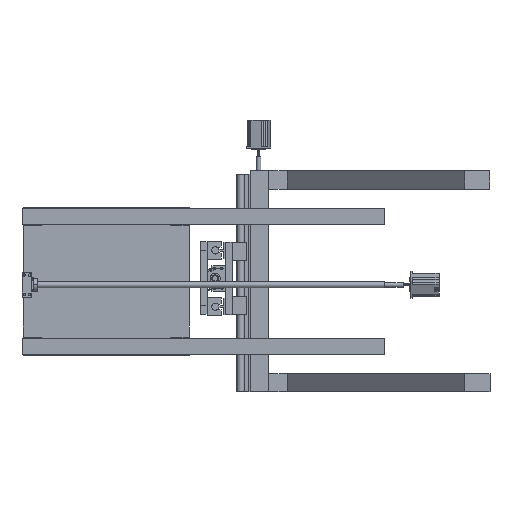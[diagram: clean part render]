
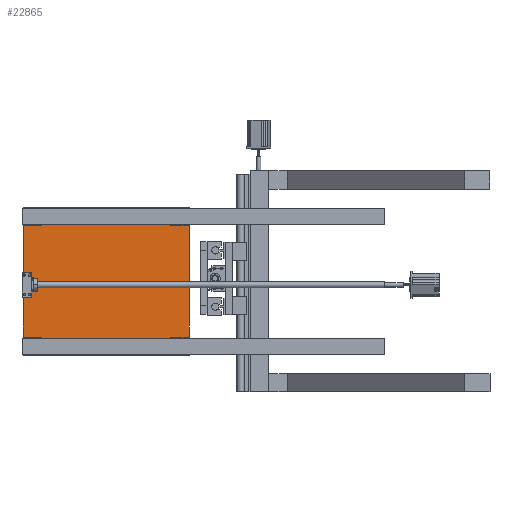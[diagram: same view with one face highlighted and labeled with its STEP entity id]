
A CAD part, front view. The second image highlights one B-rep face of the part: STEP entity #22865.
In plain terms, the highlighted planar face has unit normal (0, -1, 0).
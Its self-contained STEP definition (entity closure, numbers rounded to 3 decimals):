
#22551 = VERTEX_POINT('',#22552);
#22552 = CARTESIAN_POINT('',(-676.877,50.,
    508.));
#22559 = PLANE('',#22560);
#22560 = AXIS2_PLACEMENT_3D('',#22561,#22562,#22563);
#22561 = CARTESIAN_POINT('',(-676.877,56.35,
    508.));
#22562 = DIRECTION('',(1.,0.,0.));
#22563 = DIRECTION('',(0.,0.,-1.));
#22571 = PLANE('',#22572);
#22572 = AXIS2_PLACEMENT_3D('',#22573,#22574,#22575);
#22573 = CARTESIAN_POINT('',(-219.677,56.35,
    508.));
#22574 = DIRECTION('',(0.,0.,-1.));
#22575 = DIRECTION('',(-1.,0.,0.));
#22583 = EDGE_CURVE('',#22551,#22584,#22586,.T.);
#22584 = VERTEX_POINT('',#22585);
#22585 = CARTESIAN_POINT('',(-676.877,50.,
    101.6));
#22586 = SURFACE_CURVE('',#22587,(#22591,#22598),.PCURVE_S1.);
#22587 = LINE('',#22588,#22589);
#22588 = CARTESIAN_POINT('',(-676.877,50.,
    508.));
#22589 = VECTOR('',#22590,1.);
#22590 = DIRECTION('',(0.,0.,-1.));
#22591 = PCURVE('',#22559,#22592);
#22592 = DEFINITIONAL_REPRESENTATION('',(#22593),#22597);
#22593 = LINE('',#22594,#22595);
#22594 = CARTESIAN_POINT('',(0.,-6.35));
#22595 = VECTOR('',#22596,1.);
#22596 = DIRECTION('',(1.,0.));
#22597 = ( GEOMETRIC_REPRESENTATION_CONTEXT(2) 
PARAMETRIC_REPRESENTATION_CONTEXT() REPRESENTATION_CONTEXT('2D SPACE',''
  ) );
#22598 = PCURVE('',#22599,#22604);
#22599 = PLANE('',#22600);
#22600 = AXIS2_PLACEMENT_3D('',#22601,#22602,#22603);
#22601 = CARTESIAN_POINT('',(-448.277,50.,
    304.8));
#22602 = DIRECTION('',(0.,-1.,0.));
#22603 = DIRECTION('',(0.,0.,-1.));
#22604 = DEFINITIONAL_REPRESENTATION('',(#22605),#22609);
#22605 = LINE('',#22606,#22607);
#22606 = CARTESIAN_POINT('',(-203.2,-228.6));
#22607 = VECTOR('',#22608,1.);
#22608 = DIRECTION('',(1.,0.));
#22609 = ( GEOMETRIC_REPRESENTATION_CONTEXT(2) 
PARAMETRIC_REPRESENTATION_CONTEXT() REPRESENTATION_CONTEXT('2D SPACE',''
  ) );
#22627 = PLANE('',#22628);
#22628 = AXIS2_PLACEMENT_3D('',#22629,#22630,#22631);
#22629 = CARTESIAN_POINT('',(-676.877,56.35,
    101.6));
#22630 = DIRECTION('',(0.,0.,1.));
#22631 = DIRECTION('',(1.,0.,0.));
#22669 = EDGE_CURVE('',#22584,#22670,#22672,.T.);
#22670 = VERTEX_POINT('',#22671);
#22671 = CARTESIAN_POINT('',(-219.677,50.,
    101.6));
#22672 = SURFACE_CURVE('',#22673,(#22677,#22684),.PCURVE_S1.);
#22673 = LINE('',#22674,#22675);
#22674 = CARTESIAN_POINT('',(-676.877,50.,
    101.6));
#22675 = VECTOR('',#22676,1.);
#22676 = DIRECTION('',(1.,0.,0.));
#22677 = PCURVE('',#22627,#22678);
#22678 = DEFINITIONAL_REPRESENTATION('',(#22679),#22683);
#22679 = LINE('',#22680,#22681);
#22680 = CARTESIAN_POINT('',(0.,-6.35));
#22681 = VECTOR('',#22682,1.);
#22682 = DIRECTION('',(1.,0.));
#22683 = ( GEOMETRIC_REPRESENTATION_CONTEXT(2) 
PARAMETRIC_REPRESENTATION_CONTEXT() REPRESENTATION_CONTEXT('2D SPACE',''
  ) );
#22684 = PCURVE('',#22599,#22685);
#22685 = DEFINITIONAL_REPRESENTATION('',(#22686),#22690);
#22686 = LINE('',#22687,#22688);
#22687 = CARTESIAN_POINT('',(203.2,-228.6));
#22688 = VECTOR('',#22689,1.);
#22689 = DIRECTION('',(0.,1.));
#22690 = ( GEOMETRIC_REPRESENTATION_CONTEXT(2) 
PARAMETRIC_REPRESENTATION_CONTEXT() REPRESENTATION_CONTEXT('2D SPACE',''
  ) );
#22708 = PLANE('',#22709);
#22709 = AXIS2_PLACEMENT_3D('',#22710,#22711,#22712);
#22710 = CARTESIAN_POINT('',(-219.677,56.35,
    101.6));
#22711 = DIRECTION('',(-1.,0.,0.));
#22712 = DIRECTION('',(0.,0.,1.));
#22745 = EDGE_CURVE('',#22670,#22746,#22748,.T.);
#22746 = VERTEX_POINT('',#22747);
#22747 = CARTESIAN_POINT('',(-219.677,50.,
    508.));
#22748 = SURFACE_CURVE('',#22749,(#22753,#22760),.PCURVE_S1.);
#22749 = LINE('',#22750,#22751);
#22750 = CARTESIAN_POINT('',(-219.677,50.,
    101.6));
#22751 = VECTOR('',#22752,1.);
#22752 = DIRECTION('',(0.,0.,1.));
#22753 = PCURVE('',#22708,#22754);
#22754 = DEFINITIONAL_REPRESENTATION('',(#22755),#22759);
#22755 = LINE('',#22756,#22757);
#22756 = CARTESIAN_POINT('',(0.,-6.35));
#22757 = VECTOR('',#22758,1.);
#22758 = DIRECTION('',(1.,0.));
#22759 = ( GEOMETRIC_REPRESENTATION_CONTEXT(2) 
PARAMETRIC_REPRESENTATION_CONTEXT() REPRESENTATION_CONTEXT('2D SPACE',''
  ) );
#22760 = PCURVE('',#22599,#22761);
#22761 = DEFINITIONAL_REPRESENTATION('',(#22762),#22766);
#22762 = LINE('',#22763,#22764);
#22763 = CARTESIAN_POINT('',(203.2,228.6));
#22764 = VECTOR('',#22765,1.);
#22765 = DIRECTION('',(-1.,0.));
#22766 = ( GEOMETRIC_REPRESENTATION_CONTEXT(2) 
PARAMETRIC_REPRESENTATION_CONTEXT() REPRESENTATION_CONTEXT('2D SPACE',''
  ) );
#22816 = EDGE_CURVE('',#22746,#22551,#22817,.T.);
#22817 = SURFACE_CURVE('',#22818,(#22822,#22829),.PCURVE_S1.);
#22818 = LINE('',#22819,#22820);
#22819 = CARTESIAN_POINT('',(-219.677,50.,
    508.));
#22820 = VECTOR('',#22821,1.);
#22821 = DIRECTION('',(-1.,0.,0.));
#22822 = PCURVE('',#22571,#22823);
#22823 = DEFINITIONAL_REPRESENTATION('',(#22824),#22828);
#22824 = LINE('',#22825,#22826);
#22825 = CARTESIAN_POINT('',(0.,-6.35));
#22826 = VECTOR('',#22827,1.);
#22827 = DIRECTION('',(1.,0.));
#22828 = ( GEOMETRIC_REPRESENTATION_CONTEXT(2) 
PARAMETRIC_REPRESENTATION_CONTEXT() REPRESENTATION_CONTEXT('2D SPACE',''
  ) );
#22829 = PCURVE('',#22599,#22830);
#22830 = DEFINITIONAL_REPRESENTATION('',(#22831),#22835);
#22831 = LINE('',#22832,#22833);
#22832 = CARTESIAN_POINT('',(-203.2,228.6));
#22833 = VECTOR('',#22834,1.);
#22834 = DIRECTION('',(0.,-1.));
#22835 = ( GEOMETRIC_REPRESENTATION_CONTEXT(2) 
PARAMETRIC_REPRESENTATION_CONTEXT() REPRESENTATION_CONTEXT('2D SPACE',''
  ) );
#22865 = ADVANCED_FACE('',(#22866),#22599,.T.);
#22866 = FACE_BOUND('',#22867,.T.);
#22867 = EDGE_LOOP('',(#22868,#22869,#22870,#22871));
#22868 = ORIENTED_EDGE('',*,*,#22583,.T.);
#22869 = ORIENTED_EDGE('',*,*,#22669,.T.);
#22870 = ORIENTED_EDGE('',*,*,#22745,.T.);
#22871 = ORIENTED_EDGE('',*,*,#22816,.T.);
